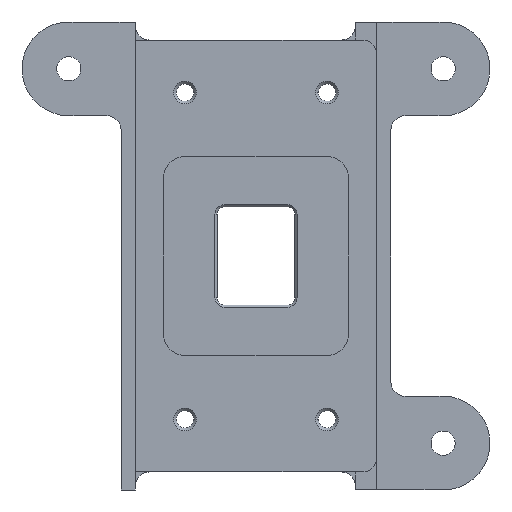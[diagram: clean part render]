
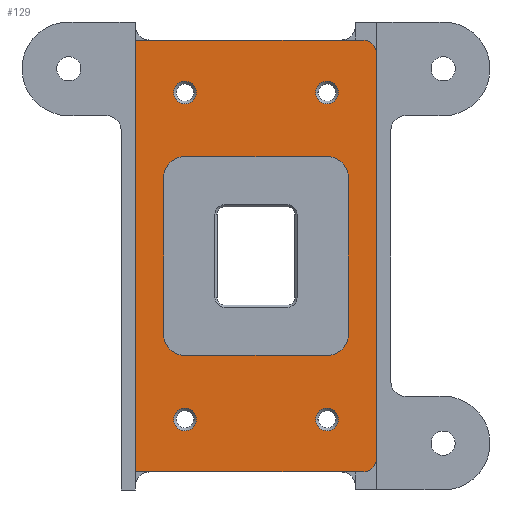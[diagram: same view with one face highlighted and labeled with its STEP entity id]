
A CAD part, front view. The second image highlights one B-rep face of the part: STEP entity #129.
In plain terms, the highlighted planar face has unit normal (0, -1, 0).
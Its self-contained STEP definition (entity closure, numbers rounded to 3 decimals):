
#129=ADVANCED_FACE('',(#319,#320,#321,#322,#323,#240),#1064,.T.);
#240=FACE_OUTER_BOUND('',#388,.F.);
#319=FACE_BOUND('',#383,.F.);
#320=FACE_BOUND('',#384,.F.);
#321=FACE_BOUND('',#385,.F.);
#322=FACE_BOUND('',#386,.F.);
#323=FACE_BOUND('',#387,.F.);
#383=EDGE_LOOP('',(#704,#705));
#384=EDGE_LOOP('',(#706,#707));
#385=EDGE_LOOP('',(#708,#709));
#386=EDGE_LOOP('',(#710,#711));
#387=EDGE_LOOP('',(#712,#713,#714,#715,#716,#717,#718,#719));
#388=EDGE_LOOP('',(#720,#721,#722,#723,#724,#725,#726,#727,#728,#729,#730,
#731));
#704=ORIENTED_EDGE('',*,*,#1758,.F.);
#705=ORIENTED_EDGE('',*,*,#1759,.F.);
#706=ORIENTED_EDGE('',*,*,#1760,.F.);
#707=ORIENTED_EDGE('',*,*,#1761,.F.);
#708=ORIENTED_EDGE('',*,*,#1762,.F.);
#709=ORIENTED_EDGE('',*,*,#1763,.F.);
#710=ORIENTED_EDGE('',*,*,#1764,.F.);
#711=ORIENTED_EDGE('',*,*,#1765,.F.);
#712=ORIENTED_EDGE('',*,*,#1775,.F.);
#713=ORIENTED_EDGE('',*,*,#1774,.F.);
#714=ORIENTED_EDGE('',*,*,#1781,.F.);
#715=ORIENTED_EDGE('',*,*,#1780,.F.);
#716=ORIENTED_EDGE('',*,*,#1779,.F.);
#717=ORIENTED_EDGE('',*,*,#1778,.F.);
#718=ORIENTED_EDGE('',*,*,#1777,.F.);
#719=ORIENTED_EDGE('',*,*,#1776,.F.);
#720=ORIENTED_EDGE('',*,*,#1767,.T.);
#721=ORIENTED_EDGE('',*,*,#1782,.F.);
#722=ORIENTED_EDGE('',*,*,#1769,.T.);
#723=ORIENTED_EDGE('',*,*,#1768,.F.);
#724=ORIENTED_EDGE('',*,*,#1772,.F.);
#725=ORIENTED_EDGE('',*,*,#1614,.F.);
#726=ORIENTED_EDGE('',*,*,#1773,.F.);
#727=ORIENTED_EDGE('',*,*,#1783,.F.);
#728=ORIENTED_EDGE('',*,*,#1770,.F.);
#729=ORIENTED_EDGE('',*,*,#1607,.F.);
#730=ORIENTED_EDGE('',*,*,#1771,.F.);
#731=ORIENTED_EDGE('',*,*,#1766,.F.);
#1064=PLANE('',#2338);
#1233=LINE('',#3225,#1416);
#1240=LINE('',#3232,#1423);
#1346=LINE('',#3384,#1529);
#1347=LINE('',#3386,#1530);
#1348=LINE('',#3388,#1531);
#1349=LINE('',#3389,#1532);
#1350=LINE('',#3390,#1533);
#1351=LINE('',#3391,#1534);
#1352=LINE('',#3393,#1535);
#1353=LINE('',#3395,#1536);
#1354=LINE('',#3397,#1537);
#1355=LINE('',#3399,#1538);
#1356=LINE('',#3400,#1539);
#1357=LINE('',#3401,#1540);
#1416=VECTOR('',#2434,13.5);
#1423=VECTOR('',#2441,13.5);
#1529=VECTOR('',#2639,0.5);
#1530=VECTOR('',#2642,0.5);
#1531=VECTOR('',#2645,1.);
#1532=VECTOR('',#2646,1.);
#1533=VECTOR('',#2647,1.);
#1534=VECTOR('',#2648,1.);
#1535=VECTOR('',#2651,10.);
#1536=VECTOR('',#2654,11.);
#1537=VECTOR('',#2657,10.);
#1538=VECTOR('',#2660,11.);
#1539=VECTOR('',#2661,28.4);
#1540=VECTOR('',#2662,30.4);
#1607=EDGE_CURVE('',#2152,#2151,#1233,.T.);
#1614=EDGE_CURVE('',#2143,#2142,#1240,.T.);
#1758=EDGE_CURVE('',#2046,#2045,#1927,.T.);
#1759=EDGE_CURVE('',#2045,#2046,#1928,.T.);
#1760=EDGE_CURVE('',#2044,#2043,#1929,.T.);
#1761=EDGE_CURVE('',#2043,#2044,#1930,.T.);
#1762=EDGE_CURVE('',#2042,#2041,#1931,.T.);
#1763=EDGE_CURVE('',#2041,#2042,#1932,.T.);
#1764=EDGE_CURVE('',#2040,#2039,#1933,.T.);
#1765=EDGE_CURVE('',#2039,#2040,#1934,.T.);
#1766=EDGE_CURVE('',#2038,#2037,#1346,.T.);
#1767=EDGE_CURVE('',#2038,#2036,#1935,.T.);
#1768=EDGE_CURVE('',#2035,#2034,#1347,.T.);
#1769=EDGE_CURVE('',#2033,#2034,#1936,.T.);
#1770=EDGE_CURVE('',#2151,#2086,#1348,.T.);
#1771=EDGE_CURVE('',#2037,#2152,#1349,.T.);
#1772=EDGE_CURVE('',#2142,#2035,#1350,.T.);
#1773=EDGE_CURVE('',#2084,#2143,#1351,.T.);
#1774=EDGE_CURVE('',#2032,#2031,#1937,.T.);
#1775=EDGE_CURVE('',#2031,#2030,#1352,.T.);
#1776=EDGE_CURVE('',#2030,#2029,#1938,.T.);
#1777=EDGE_CURVE('',#2029,#2028,#1353,.T.);
#1778=EDGE_CURVE('',#2028,#2027,#1939,.T.);
#1779=EDGE_CURVE('',#2027,#2026,#1354,.T.);
#1780=EDGE_CURVE('',#2026,#2025,#1940,.T.);
#1781=EDGE_CURVE('',#2025,#2032,#1355,.T.);
#1782=EDGE_CURVE('',#2033,#2036,#1356,.T.);
#1783=EDGE_CURVE('',#2086,#2084,#1357,.T.);
#1927=CIRCLE('',#2242,0.8);
#1928=CIRCLE('',#2243,0.8);
#1929=CIRCLE('',#2244,0.8);
#1930=CIRCLE('',#2245,0.8);
#1931=CIRCLE('',#2246,0.8);
#1932=CIRCLE('',#2247,0.8);
#1933=CIRCLE('',#2248,0.8);
#1934=CIRCLE('',#2249,0.8);
#1935=CIRCLE('',#2250,1.);
#1936=CIRCLE('',#2251,1.);
#1937=CIRCLE('',#2252,1.5);
#1938=CIRCLE('',#2253,1.5);
#1939=CIRCLE('',#2254,1.5);
#1940=CIRCLE('',#2255,1.5);
#2025=VERTEX_POINT('',#3072);
#2026=VERTEX_POINT('',#3073);
#2027=VERTEX_POINT('',#3074);
#2028=VERTEX_POINT('',#3075);
#2029=VERTEX_POINT('',#3076);
#2030=VERTEX_POINT('',#3077);
#2031=VERTEX_POINT('',#3078);
#2032=VERTEX_POINT('',#3079);
#2033=VERTEX_POINT('',#3080);
#2034=VERTEX_POINT('',#3081);
#2035=VERTEX_POINT('',#3082);
#2036=VERTEX_POINT('',#3083);
#2037=VERTEX_POINT('',#3084);
#2038=VERTEX_POINT('',#3085);
#2039=VERTEX_POINT('',#3086);
#2040=VERTEX_POINT('',#3087);
#2041=VERTEX_POINT('',#3088);
#2042=VERTEX_POINT('',#3089);
#2043=VERTEX_POINT('',#3090);
#2044=VERTEX_POINT('',#3091);
#2045=VERTEX_POINT('',#3092);
#2046=VERTEX_POINT('',#3093);
#2084=VERTEX_POINT('',#3131);
#2086=VERTEX_POINT('',#3133);
#2142=VERTEX_POINT('',#3189);
#2143=VERTEX_POINT('',#3190);
#2151=VERTEX_POINT('',#3198);
#2152=VERTEX_POINT('',#3199);
#2242=AXIS2_PLACEMENT_3D('',#3376,#2623,#2624);
#2243=AXIS2_PLACEMENT_3D('',#3377,#2625,#2626);
#2244=AXIS2_PLACEMENT_3D('',#3378,#2627,#2628);
#2245=AXIS2_PLACEMENT_3D('',#3379,#2629,#2630);
#2246=AXIS2_PLACEMENT_3D('',#3380,#2631,#2632);
#2247=AXIS2_PLACEMENT_3D('',#3381,#2633,#2634);
#2248=AXIS2_PLACEMENT_3D('',#3382,#2635,#2636);
#2249=AXIS2_PLACEMENT_3D('',#3383,#2637,#2638);
#2250=AXIS2_PLACEMENT_3D('',#3385,#2640,#2641);
#2251=AXIS2_PLACEMENT_3D('',#3387,#2643,#2644);
#2252=AXIS2_PLACEMENT_3D('',#3392,#2649,#2650);
#2253=AXIS2_PLACEMENT_3D('',#3394,#2652,#2653);
#2254=AXIS2_PLACEMENT_3D('',#3396,#2655,#2656);
#2255=AXIS2_PLACEMENT_3D('',#3398,#2658,#2659);
#2338=AXIS2_PLACEMENT_3D('',#3539,#2882,#2883);
#2434=DIRECTION('',(-1.,0.,0.));
#2441=DIRECTION('',(1.,0.,0.));
#2623=DIRECTION('',(0.,1.,0.));
#2624=DIRECTION('',(-1.,0.,0.));
#2625=DIRECTION('',(0.,1.,0.));
#2626=DIRECTION('',(1.,0.,0.));
#2627=DIRECTION('',(0.,1.,0.));
#2628=DIRECTION('',(-1.,0.,0.));
#2629=DIRECTION('',(0.,1.,0.));
#2630=DIRECTION('',(1.,0.,0.));
#2631=DIRECTION('',(0.,1.,0.));
#2632=DIRECTION('',(-1.,0.,0.));
#2633=DIRECTION('',(0.,1.,0.));
#2634=DIRECTION('',(1.,0.,0.));
#2635=DIRECTION('',(0.,1.,0.));
#2636=DIRECTION('',(-1.,0.,0.));
#2637=DIRECTION('',(0.,1.,0.));
#2638=DIRECTION('',(1.,0.,0.));
#2639=DIRECTION('',(-1.,0.,0.));
#2640=DIRECTION('',(0.,1.,0.));
#2641=DIRECTION('',(0.,0.,1.));
#2642=DIRECTION('',(1.,0.,0.));
#2643=DIRECTION('',(0.,1.,0.));
#2644=DIRECTION('',(1.,0.,0.));
#2645=DIRECTION('',(-1.,0.,0.));
#2646=DIRECTION('',(-1.,0.,0.));
#2647=DIRECTION('',(1.,0.,0.));
#2648=DIRECTION('',(1.,0.,0.));
#2649=DIRECTION('',(0.,1.,0.));
#2650=DIRECTION('',(1.,0.,0.));
#2651=DIRECTION('',(-1.,0.,0.));
#2652=DIRECTION('',(0.,1.,0.));
#2653=DIRECTION('',(0.,0.,-1.));
#2654=DIRECTION('',(0.,0.,1.));
#2655=DIRECTION('',(0.,1.,0.));
#2656=DIRECTION('',(-1.,0.,0.));
#2657=DIRECTION('',(1.,0.,0.));
#2658=DIRECTION('',(0.,1.,0.));
#2659=DIRECTION('',(0.,0.,1.));
#2660=DIRECTION('',(0.,0.,-1.));
#2661=DIRECTION('',(0.,0.,1.));
#2662=DIRECTION('',(0.,0.,-1.));
#2882=DIRECTION('',(0.,-1.,0.));
#2883=DIRECTION('',(0.,0.,1.));
#3072=CARTESIAN_POINT('',(6.5,-13.088,5.5));
#3073=CARTESIAN_POINT('',(5.,-13.088,7.));
#3074=CARTESIAN_POINT('',(-5.,-13.088,7.));
#3075=CARTESIAN_POINT('',(-6.5,-13.088,5.5));
#3076=CARTESIAN_POINT('',(-6.5,-13.088,-5.5));
#3077=CARTESIAN_POINT('',(-5.,-13.088,-7.));
#3078=CARTESIAN_POINT('',(5.,-13.088,-7.));
#3079=CARTESIAN_POINT('',(6.5,-13.088,-5.5));
#3080=CARTESIAN_POINT('',(8.5,-13.088,-14.2));
#3081=CARTESIAN_POINT('',(7.5,-13.088,-15.2));
#3082=CARTESIAN_POINT('',(7.,-13.088,-15.2));
#3083=CARTESIAN_POINT('',(8.5,-13.088,14.2));
#3084=CARTESIAN_POINT('',(7.,-13.088,15.2));
#3085=CARTESIAN_POINT('',(7.5,-13.088,15.2));
#3086=CARTESIAN_POINT('',(-4.2,-13.088,11.5));
#3087=CARTESIAN_POINT('',(-5.8,-13.088,11.5));
#3088=CARTESIAN_POINT('',(5.8,-13.088,11.5));
#3089=CARTESIAN_POINT('',(4.2,-13.088,11.5));
#3090=CARTESIAN_POINT('',(5.8,-13.088,-11.5));
#3091=CARTESIAN_POINT('',(4.2,-13.088,-11.5));
#3092=CARTESIAN_POINT('',(-4.2,-13.088,-11.5));
#3093=CARTESIAN_POINT('',(-5.8,-13.088,-11.5));
#3131=CARTESIAN_POINT('',(-8.5,-13.088,-15.2));
#3133=CARTESIAN_POINT('',(-8.5,-13.088,15.2));
#3189=CARTESIAN_POINT('',(6.,-13.088,-15.2));
#3190=CARTESIAN_POINT('',(-7.5,-13.088,-15.2));
#3198=CARTESIAN_POINT('',(-7.5,-13.088,15.2));
#3199=CARTESIAN_POINT('',(6.,-13.088,15.2));
#3225=CARTESIAN_POINT('',(6.,-13.088,15.2));
#3232=CARTESIAN_POINT('',(-7.5,-13.088,-15.2));
#3376=CARTESIAN_POINT('',(-5.,-13.088,-11.5));
#3377=CARTESIAN_POINT('',(-5.,-13.088,-11.5));
#3378=CARTESIAN_POINT('',(5.,-13.088,-11.5));
#3379=CARTESIAN_POINT('',(5.,-13.088,-11.5));
#3380=CARTESIAN_POINT('',(5.,-13.088,11.5));
#3381=CARTESIAN_POINT('',(5.,-13.088,11.5));
#3382=CARTESIAN_POINT('',(-5.,-13.088,11.5));
#3383=CARTESIAN_POINT('',(-5.,-13.088,11.5));
#3384=CARTESIAN_POINT('',(7.5,-13.088,15.2));
#3385=CARTESIAN_POINT('',(7.5,-13.088,14.2));
#3386=CARTESIAN_POINT('',(7.,-13.088,-15.2));
#3387=CARTESIAN_POINT('',(7.5,-13.088,-14.2));
#3388=CARTESIAN_POINT('',(-7.5,-13.088,15.2));
#3389=CARTESIAN_POINT('',(7.,-13.088,15.2));
#3390=CARTESIAN_POINT('',(6.,-13.088,-15.2));
#3391=CARTESIAN_POINT('',(-8.5,-13.088,-15.2));
#3392=CARTESIAN_POINT('',(5.,-13.088,-5.5));
#3393=CARTESIAN_POINT('',(5.,-13.088,-7.));
#3394=CARTESIAN_POINT('',(-5.,-13.088,-5.5));
#3395=CARTESIAN_POINT('',(-6.5,-13.088,-5.5));
#3396=CARTESIAN_POINT('',(-5.,-13.088,5.5));
#3397=CARTESIAN_POINT('',(-5.,-13.088,7.));
#3398=CARTESIAN_POINT('',(5.,-13.088,5.5));
#3399=CARTESIAN_POINT('',(6.5,-13.088,5.5));
#3400=CARTESIAN_POINT('',(8.5,-13.088,-14.2));
#3401=CARTESIAN_POINT('',(-8.5,-13.088,15.2));
#3539=CARTESIAN_POINT('',(-8.804,-13.088,-15.504));
